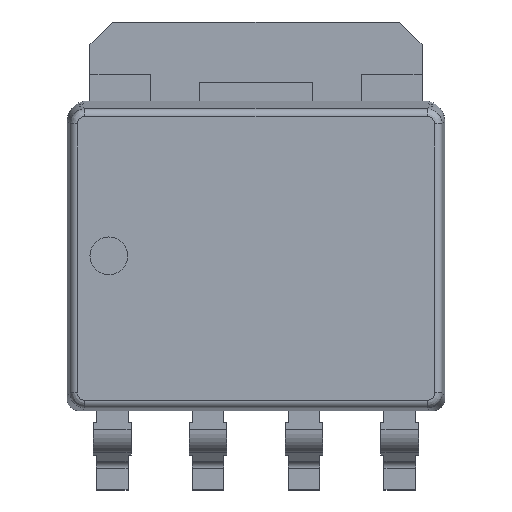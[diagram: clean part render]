
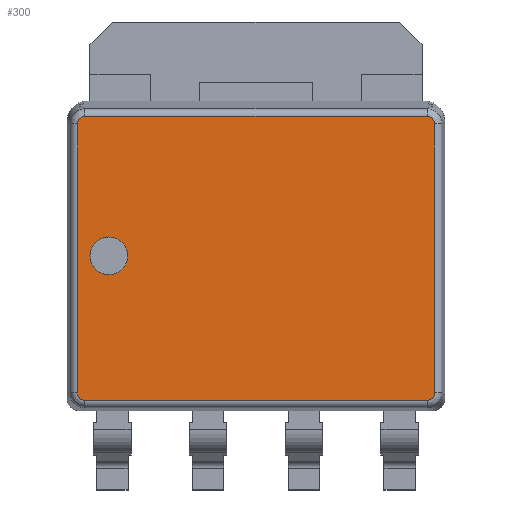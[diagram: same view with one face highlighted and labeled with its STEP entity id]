
A CAD part, top view. The second image highlights one B-rep face of the part: STEP entity #300.
In plain terms, the highlighted planar face has unit normal (0, 0, 1).
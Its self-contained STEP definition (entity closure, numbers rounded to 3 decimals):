
#300=ADVANCED_FACE('',(#1840,#1842),#1844,.T.);
#1840=FACE_BOUND('',#1841,.T.);
#1841=EDGE_LOOP('',(#3174,#3175,#3176,#3177,#3178,#3179,#3180,#3181));
#1842=FACE_BOUND('',#1843,.T.);
#1843=EDGE_LOOP('',(#3182));
#1844=PLANE('',#1845);
#1845=AXIS2_PLACEMENT_3D('',#1846,#1847,#1848);
#1846=CARTESIAN_POINT('',(0.,0.,1.2));
#1847=DIRECTION('',(0.,0.,1.));
#1848=DIRECTION('',(1.,0.,0.));
#3174=ORIENTED_EDGE('',*,*,#4056,.T.);
#3175=ORIENTED_EDGE('',*,*,#4057,.F.);
#3176=ORIENTED_EDGE('',*,*,#4058,.T.);
#3177=ORIENTED_EDGE('',*,*,#4059,.F.);
#3178=ORIENTED_EDGE('',*,*,#4060,.T.);
#3179=ORIENTED_EDGE('',*,*,#4061,.F.);
#3180=ORIENTED_EDGE('',*,*,#4062,.T.);
#3181=ORIENTED_EDGE('',*,*,#4063,.F.);
#3182=ORIENTED_EDGE('',*,*,#4055,.F.);
#4055=EDGE_CURVE('',#4571,#4571,#4572,.T.);
#4056=EDGE_CURVE('',#4573,#4574,#4575,.F.);
#4057=EDGE_CURVE('',#4576,#4574,#4577,.F.);
#4058=EDGE_CURVE('',#4576,#4578,#4579,.T.);
#4059=EDGE_CURVE('',#4580,#4578,#4581,.F.);
#4060=EDGE_CURVE('',#4580,#4582,#4583,.T.);
#4061=EDGE_CURVE('',#4584,#4582,#4585,.F.);
#4062=EDGE_CURVE('',#4584,#4586,#4587,.T.);
#4063=EDGE_CURVE('',#4573,#4586,#4588,.F.);
#4571=VERTEX_POINT('',#5504);
#4572=CIRCLE('',#5505,0.25);
#4573=VERTEX_POINT('',#5509);
#4574=VERTEX_POINT('',#5510);
#4575=LINE('',#5511,#5512);
#4576=VERTEX_POINT('',#5514);
#4577=(BOUNDED_CURVE()B_SPLINE_CURVE(3,
(#5515,#5516,#5517,#5518),
.UNSPECIFIED.,.F.,.F.)B_SPLINE_CURVE_WITH_KNOTS((4,4),
(0.,1.),
.UNSPECIFIED.)CURVE()GEOMETRIC_REPRESENTATION_ITEM()RATIONAL_B_SPLINE_CURVE((1.,
0.808,0.808,1.))REPRESENTATION_ITEM(''));
#4578=VERTEX_POINT('',#5519);
#4579=LINE('',#5520,#5521);
#4580=VERTEX_POINT('',#5523);
#4581=(BOUNDED_CURVE()B_SPLINE_CURVE(3,
(#5524,#5525,#5526,#5527),
.UNSPECIFIED.,.F.,.F.)B_SPLINE_CURVE_WITH_KNOTS((4,4),
(0.,1.),
.UNSPECIFIED.)CURVE()GEOMETRIC_REPRESENTATION_ITEM()RATIONAL_B_SPLINE_CURVE((1.,
0.808,0.808,1.))REPRESENTATION_ITEM(''));
#4582=VERTEX_POINT('',#5528);
#4583=LINE('',#5529,#5530);
#4584=VERTEX_POINT('',#5532);
#4585=(BOUNDED_CURVE()B_SPLINE_CURVE(3,
(#5533,#5534,#5535,#5536),
.UNSPECIFIED.,.F.,.F.)B_SPLINE_CURVE_WITH_KNOTS((4,4),
(0.,1.),
.UNSPECIFIED.)CURVE()GEOMETRIC_REPRESENTATION_ITEM()RATIONAL_B_SPLINE_CURVE((1.,
0.808,0.808,1.))REPRESENTATION_ITEM(''));
#4586=VERTEX_POINT('',#5537);
#4587=LINE('',#5538,#5539);
#4588=(BOUNDED_CURVE()B_SPLINE_CURVE(3,
(#5541,#5542,#5543,#5544),
.UNSPECIFIED.,.F.,.F.)B_SPLINE_CURVE_WITH_KNOTS((4,4),
(0.,1.),
.UNSPECIFIED.)CURVE()GEOMETRIC_REPRESENTATION_ITEM()RATIONAL_B_SPLINE_CURVE((1.,
0.808,0.808,1.))REPRESENTATION_ITEM(''));
#5504=CARTESIAN_POINT('',(-1.7,0.,1.2));
#5505=AXIS2_PLACEMENT_3D('',#5506,#5507,#5508);
#5506=CARTESIAN_POINT('',(-1.95,0.,1.2));
#5507=DIRECTION('',(0.,0.,1.));
#5508=DIRECTION('',(1.,0.,0.));
#5509=CARTESIAN_POINT('',(2.266,1.847,1.2));
#5510=CARTESIAN_POINT('',(-2.266,1.847,1.2));
#5511=CARTESIAN_POINT('',(-2.266,1.847,1.2));
#5512=VECTOR('',#5513,1.);
#5513=DIRECTION('',(1.,0.,0.));
#5514=CARTESIAN_POINT('',(-2.365,1.748,1.2));
#5515=CARTESIAN_POINT('',(-2.266,1.847,1.2));
#5516=CARTESIAN_POINT('',(-2.324,1.847,1.2));
#5517=CARTESIAN_POINT('',(-2.365,1.806,1.2));
#5518=CARTESIAN_POINT('',(-2.365,1.748,1.2));
#5519=CARTESIAN_POINT('',(-2.365,-1.816,1.2));
#5520=CARTESIAN_POINT('',(-2.365,1.748,1.2));
#5521=VECTOR('',#5522,1.);
#5522=DIRECTION('',(0.,-1.,0.));
#5523=CARTESIAN_POINT('',(-2.266,-1.915,1.2));
#5524=CARTESIAN_POINT('',(-2.365,-1.816,1.2));
#5525=CARTESIAN_POINT('',(-2.365,-1.874,1.2));
#5526=CARTESIAN_POINT('',(-2.324,-1.915,1.2));
#5527=CARTESIAN_POINT('',(-2.266,-1.915,1.2));
#5528=CARTESIAN_POINT('',(2.266,-1.915,1.2));
#5529=CARTESIAN_POINT('',(-2.266,-1.915,1.2));
#5530=VECTOR('',#5531,1.);
#5531=DIRECTION('',(1.,0.,0.));
#5532=CARTESIAN_POINT('',(2.365,-1.816,1.2));
#5533=CARTESIAN_POINT('',(2.266,-1.915,1.2));
#5534=CARTESIAN_POINT('',(2.324,-1.915,1.2));
#5535=CARTESIAN_POINT('',(2.365,-1.874,1.2));
#5536=CARTESIAN_POINT('',(2.365,-1.816,1.2));
#5537=CARTESIAN_POINT('',(2.365,1.748,1.2));
#5538=CARTESIAN_POINT('',(2.365,-1.816,1.2));
#5539=VECTOR('',#5540,1.);
#5540=DIRECTION('',(0.,1.,0.));
#5541=CARTESIAN_POINT('',(2.365,1.748,1.2));
#5542=CARTESIAN_POINT('',(2.365,1.806,1.2));
#5543=CARTESIAN_POINT('',(2.324,1.847,1.2));
#5544=CARTESIAN_POINT('',(2.266,1.847,1.2));
